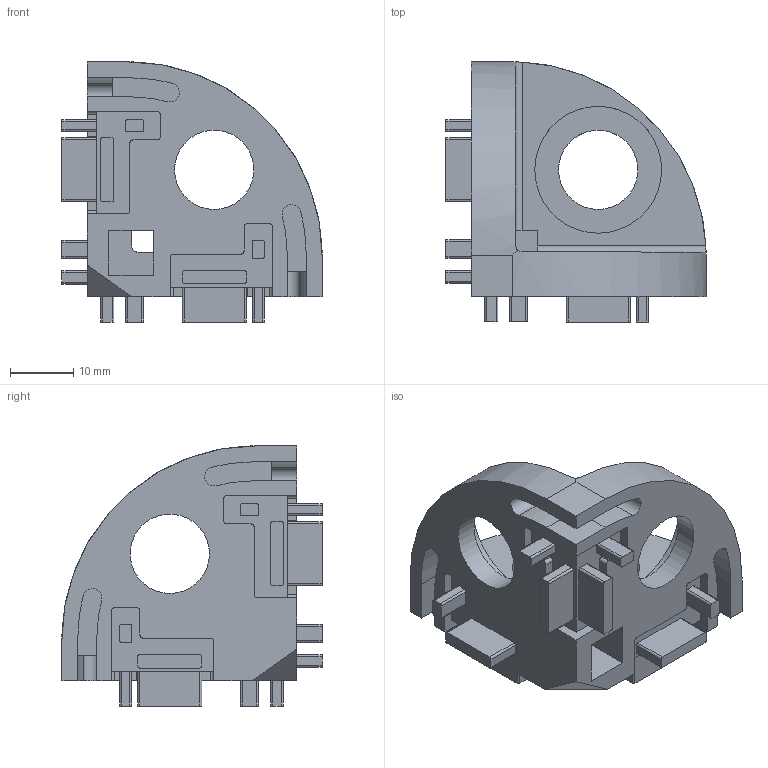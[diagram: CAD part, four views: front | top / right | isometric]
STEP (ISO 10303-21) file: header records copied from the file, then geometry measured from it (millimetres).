
FILE_DESCRIPTION(/* description */ (''),/* implementation_level */ '2;1');
FILE_NAME(/* name */ '1007809.stp',/* time_stamp */ '2024-07-24T14:18:13+02:00',/* author */ ('Bo'),/* organization */ (''),/* preprocessor_version */ 'ST-DEVELOPER v20',/* originating_system */ 'Autodesk Inventor 2025',/* authorisation */ ' ');
FILE_SCHEMA (('AUTOMOTIVE_DESIGN { 1 0 10303 214 3 1 1 }'));
Length unit declared in the file: millimetre
Products named in the file (1): 1007809
Bounding box: 41 x 41 x 41 mm (x, y, z)
Volume: 13299.6 mm3; surface area: 9084.1 mm2
Topology: 1 solids, 1 shells, 222 faces, 618 edges, 412 vertices
Faces by surface type: plane 120, cylinder 102
Full cylindrical faces by diameter (mm): 12.5 x3, 20 x3
Entity records: 7252 total; most frequent: CARTESIAN_POINT 1283, DIRECTION 1262, ORIENTED_EDGE 1236, EDGE_CURVE 618, AXIS2_PLACEMENT_3D 427, VERTEX_POINT 412, LINE 408, VECTOR 408
